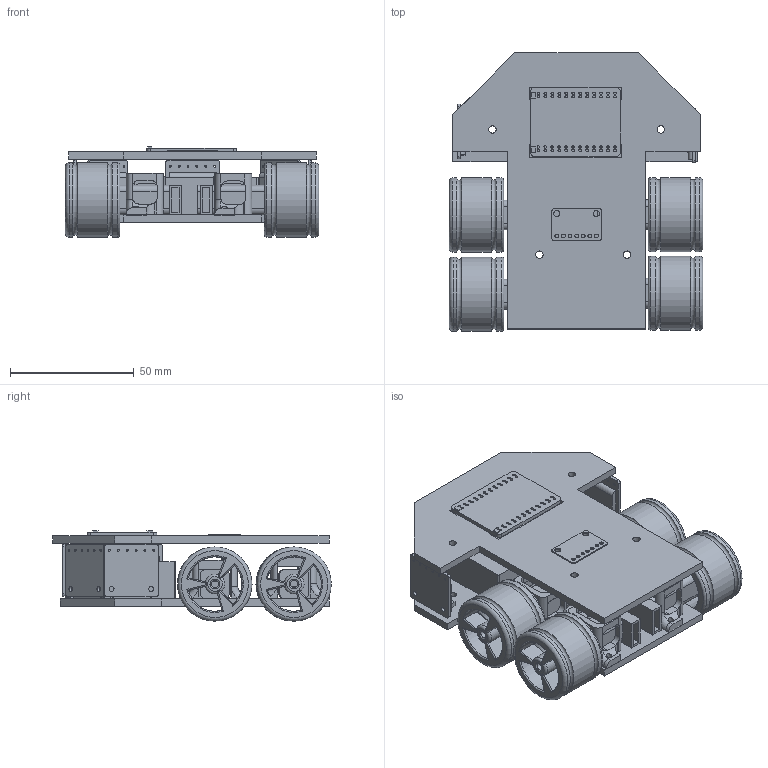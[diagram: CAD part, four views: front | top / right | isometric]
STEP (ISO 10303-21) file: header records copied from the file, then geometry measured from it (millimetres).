
FILE_DESCRIPTION(/* description */ (''),/* implementation_level */ '2;1');
FILE_NAME(/* name */ 'maze solevr part-1 v51.step',/* time_stamp */ '2025-10-29T21:10:59+05:30',/* author */ (''),/* organization */ (''),/* preprocessor_version */ 'ST-DEVELOPER v20.1',/* originating_system */ 'Autodesk Translation Framework v14.17.0.0',/* authorisation */ '');
FILE_SCHEMA (('AUTOMOTIVE_DESIGN { 1 0 10303 214 3 1 1 }'));
Length unit declared in the file: millimetre
Products named in the file (15): maze solevr part-1; BATTERY; rough sketch of n20 motor; MTOR_Clamp_FLF v9[1]; wheels; tof with mount; tof with mount_1; tof with mount_2; tof with mount_3; tof with mount_4; ToF Distance Ranging Sensor; assembly of the top layer (base + 9-axis sensor +stm32); MAZE SOLVER WITH IMPELLER; top layer; part-1 maze solver
Assembly tree (27 placements, depth 3):
  maze solevr part-1
    BATTERY
    rough sketch of n20 motor  x4
    MTOR_Clamp_FLF v9[1]  x4
    wheels  x4
    tof with mount
      ToF Distance Ranging Sensor
    tof with mount_1
      ToF Distance Ranging Sensor
    tof with mount_2
      ToF Distance Ranging Sensor
    tof with mount_3
      ToF Distance Ranging Sensor
    tof with mount_4
      ToF Distance Ranging Sensor
    assembly of the top layer (base + 9-axis sensor +stm32)
      MAZE SOLVER WITH IMPELLER
      top layer
      part-1 maze solver
Bounding box: 102.5 x 112.5 x 36.5 mm (x, y, z)
Volume: 130083.3 mm3; surface area: 85861.8 mm2
Topology: 27 solids, 27 shells, 902 faces, 2486 edges, 1612 vertices
Faces by surface type: cylinder 433, plane 377, torus 68, bspline 24
Full cylindrical faces by diameter (mm): 0.8 x30, 1 x48, 1.5 x7, 2 x20, 2.135 x2, 2.14 x8, 2.203 x1, 2.215 x1, 2.219 x1, 2.236 x1, 2.266 x1, 2.417 x1, 2.5 x4, 3 x32, 8 x4, 22 x4, 30 x12
Entity records: 15883 total; most frequent: CARTESIAN_POINT 3334, DIRECTION 2609, ORIENTED_EDGE 2434, EDGE_CURVE 1217, AXIS2_PLACEMENT_3D 982, VERTEX_POINT 800, EDGE_LOOP 683, LINE 645
